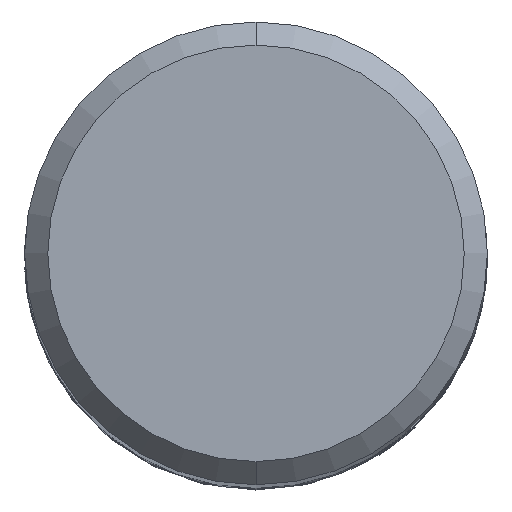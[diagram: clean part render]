
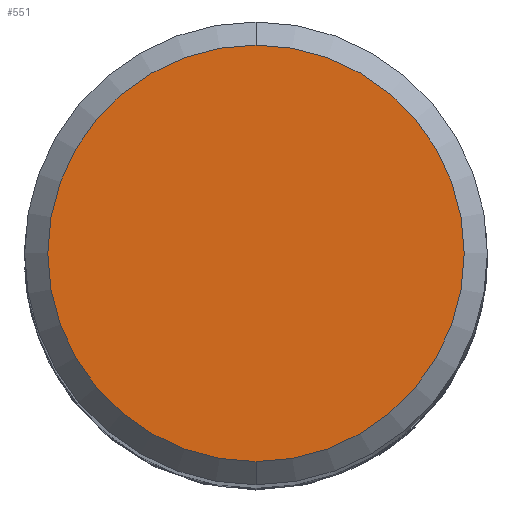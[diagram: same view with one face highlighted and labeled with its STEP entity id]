
A CAD part, top view. The second image highlights one B-rep face of the part: STEP entity #551.
In plain terms, the highlighted planar face has unit normal (0, 0, 1).
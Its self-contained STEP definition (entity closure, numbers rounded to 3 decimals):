
#535=VERTEX_POINT('',#1466);
#551=ADVANCED_FACE('',(#1483),#1484,.T.);
#687=EDGE_CURVE('',#535,#1269,#1634,.T.);
#987=EDGE_CURVE('',#1269,#535,#1963,.T.);
#1269=VERTEX_POINT('',#2268);
#1466=CARTESIAN_POINT('',(0.,-4.5,0.0));
#1483=FACE_OUTER_BOUND('',#2684,.T.);
#1484=PLANE('',#2685);
#1634=CIRCLE('',#4359,4.5);
#1963=CIRCLE('',#8429,4.5);
#2268=CARTESIAN_POINT('',(0.0,4.5,0.0));
#2684=EDGE_LOOP('',(#13322,#13323));
#2685=AXIS2_PLACEMENT_3D('',#13324,#13325,#13326);
#4359=AXIS2_PLACEMENT_3D('',#13494,#13495,#13496);
#8429=AXIS2_PLACEMENT_3D('',#13825,#13826,#13827);
#13322=ORIENTED_EDGE('',*,*,#987,.F.);
#13323=ORIENTED_EDGE('',*,*,#687,.F.);
#13324=CARTESIAN_POINT('',(0.0,2.25,0.0));
#13325=DIRECTION('',(-0.0,0.0,1.0));
#13326=DIRECTION('',(0.0,-1.0,0.0));
#13494=CARTESIAN_POINT('',(0.0,0.0,0.0));
#13495=DIRECTION('',(0.0,0.0,-1.0));
#13496=DIRECTION('',(0.0,1.0,0.0));
#13825=CARTESIAN_POINT('',(0.0,0.0,0.0));
#13826=DIRECTION('',(0.0,0.0,-1.0));
#13827=DIRECTION('',(0.0,1.0,0.0));
